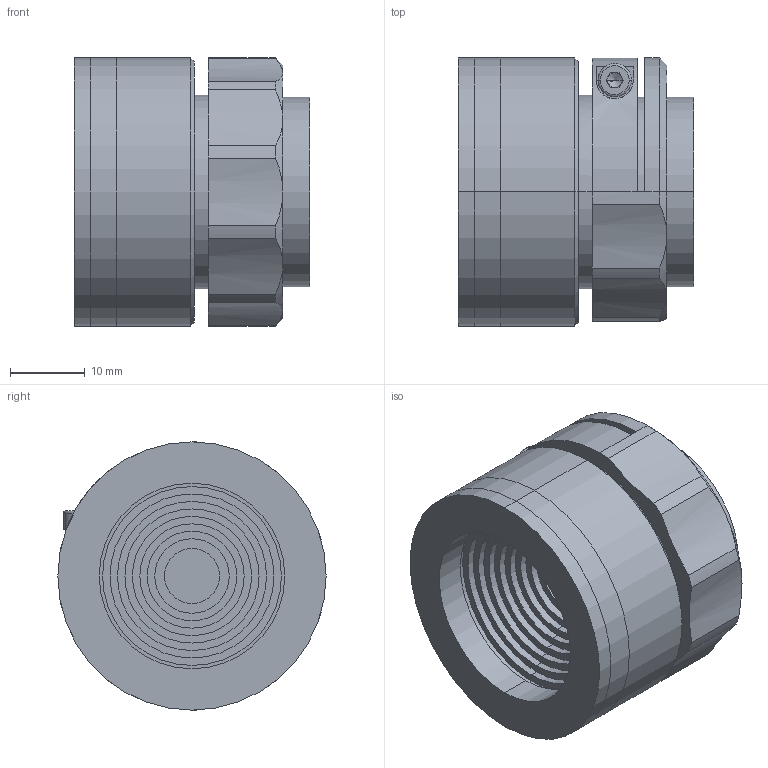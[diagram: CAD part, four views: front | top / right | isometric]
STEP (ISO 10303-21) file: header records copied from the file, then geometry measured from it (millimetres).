
FILE_DESCRIPTION (( 'STEP AP203' ), '1' );
FILE_NAME ('XF-MH035X37.STEP', '2022-05-31T10:05:00', ( '' ), ( '' ), 'SwSTEP 2.0', 'SolidWorks 2018', '' );
FILE_SCHEMA (( 'CONFIG_CONTROL_DESIGN' ));
Length unit declared in the file: millimetre
Products named in the file (1): XF-MH035X37
Bounding box: 31.65 x 36 x 36 mm (x, y, z)
Volume: 19792.7 mm3; surface area: 14220.6 mm2
Topology: 3 solids, 5 shells, 165 faces, 365 edges, 231 vertices
Faces by surface type: cylinder 84, plane 62, cone 17, torus 2
Entity records: 4734 total; most frequent: DIRECTION 877, CARTESIAN_POINT 851, ORIENTED_EDGE 722, AXIS2_PLACEMENT_3D 361, EDGE_CURVE 361, VERTEX_POINT 231, EDGE_LOOP 198, CIRCLE 195
